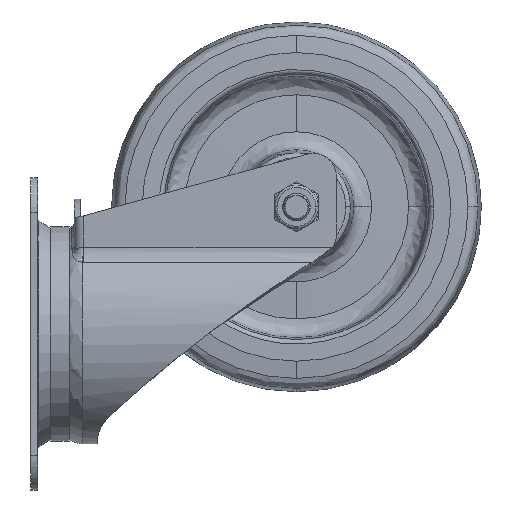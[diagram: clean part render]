
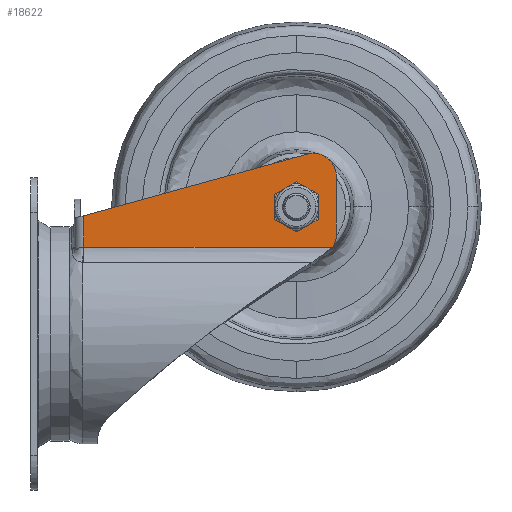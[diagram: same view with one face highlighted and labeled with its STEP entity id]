
A CAD part, left-side view. The second image highlights one B-rep face of the part: STEP entity #18622.
In plain terms, the highlighted planar face has unit normal (-1, 0, 0).
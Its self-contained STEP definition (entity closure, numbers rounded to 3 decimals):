
#459 = DIRECTION ( 'NONE',  ( -1., 0., 0. ) ) ;
#1555 = B_SPLINE_CURVE_WITH_KNOTS ( 'NONE', 3,
 ( #2846, #14727, #36318, #26801 ),
 .UNSPECIFIED., .F., .F.,
 ( 4, 4 ),
 ( 0., 1. ),
 .UNSPECIFIED. ) ;
#1906 = CARTESIAN_POINT ( 'NONE',  ( -33.5, -103.2, 63.5 ) ) ;
#1908 = EDGE_CURVE ( 'NONE', #8102, #21576, #4343, .T. ) ;
#2127 = DIRECTION ( 'NONE',  ( 1., 0., 0. ) ) ;
#2846 = CARTESIAN_POINT ( 'NONE',  ( -33.5, -11.1, 37.603 ) ) ;
#3046 = CARTESIAN_POINT ( 'NONE',  ( -33.5, -119.739, 72.202 ) ) ;
#3158 = CARTESIAN_POINT ( 'NONE',  ( -33.5, -11.1, 51.105 ) ) ;
#3318 = CARTESIAN_POINT ( 'NONE',  ( -33.5, -11.1, 37.603 ) ) ;
#3772 = CARTESIAN_POINT ( 'NONE',  ( -33.5, -120.5, 0. ) ) ;
#3858 = CARTESIAN_POINT ( 'NONE',  ( -33.5, -120.5, 42.538 ) ) ;
#3966 = VECTOR ( 'NONE', #31258, 1000. ) ;
#4169 = EDGE_CURVE ( 'NONE', #34990, #33402, #27559, .T. ) ;
#4343 = LINE ( 'NONE', #37818, #3966 ) ;
#5828 = VECTOR ( 'NONE', #6382, 1000. ) ;
#6382 = DIRECTION ( 'NONE',  ( 0., -1., 0. ) ) ;
#6544 = ORIENTED_EDGE ( 'NONE', *, *, #33241, .F. ) ;
#6595 = CARTESIAN_POINT ( 'NONE',  ( -33.5, -115.749, 76.791 ) ) ;
#7407 = CARTESIAN_POINT ( 'NONE',  ( -33.5, -118.789, 37.603 ) ) ;
#7627 = AXIS2_PLACEMENT_3D ( 'NONE', #18533, #24470, #30228 ) ;
#8102 = VERTEX_POINT ( 'NONE', #3158 ) ;
#8274 = FACE_OUTER_BOUND ( 'NONE', #36262, .T. ) ;
#8409 = CARTESIAN_POINT ( 'NONE',  ( -33.5, -111.899, 78.17 ) ) ;
#8544 = VERTEX_POINT ( 'NONE', #17321 ) ;
#8904 = CARTESIAN_POINT ( 'NONE',  ( -33.5, -120.5, 43.197 ) ) ;
#9118 = AXIS2_PLACEMENT_3D ( 'NONE', #22716, #2127, #32438 ) ;
#9183 = CARTESIAN_POINT ( 'NONE',  ( -33.5, -117.385, 75.546 ) ) ;
#10038 = ORIENTED_EDGE ( 'NONE', *, *, #16925, .F. ) ;
#10102 = DIRECTION ( 'NONE',  ( 0., 0., -1. ) ) ;
#10511 = ORIENTED_EDGE ( 'NONE', *, *, #25518, .F. ) ;
#11755 = VERTEX_POINT ( 'NONE', #39021 ) ;
#13141 = CARTESIAN_POINT ( 'NONE',  ( -33.5, -120.5, 43.197 ) ) ;
#13556 = ORIENTED_EDGE ( 'NONE', *, *, #4169, .T. ) ;
#14593 = CIRCLE ( 'NONE', #7627, 8.5 ) ;
#14727 = CARTESIAN_POINT ( 'NONE',  ( -33.5, -11.1, 42.104 ) ) ;
#14759 = EDGE_CURVE ( 'NONE', #8544, #19912, #18417, .T. ) ;
#15007 = ORIENTED_EDGE ( 'NONE', *, *, #27667, .F. ) ;
#15290 = CARTESIAN_POINT ( 'NONE',  ( -33.5, -11.1, 37.603 ) ) ;
#15432 = ORIENTED_EDGE ( 'NONE', *, *, #36203, .F. ) ;
#16114 = CARTESIAN_POINT ( 'NONE',  ( -33.5, -118.788, 37.603 ) ) ;
#16925 = EDGE_CURVE ( 'NONE', #21576, #8544, #18098, .T. ) ;
#17321 = CARTESIAN_POINT ( 'NONE',  ( -33.5, -120.5, 68.197 ) ) ;
#17725 = VECTOR ( 'NONE', #10102, 1000. ) ;
#18098 = B_SPLINE_CURVE_WITH_KNOTS ( 'NONE', 3,
 ( #23254, #23451, #35548, #8409, #32572, #6595, #9183, #18465, #3046, #29970, #29776, #27002 ),
 .UNSPECIFIED., .F., .F.,
 ( 4, 1, 1, 1, 1, 1, 1, 1, 1, 4 ),
 ( 0., 0.111, 0.222, 0.333, 0.444, 0.556, 0.667, 0.778, 0.889, 1. ),
 .UNSPECIFIED. ) ;
#18417 = LINE ( 'NONE', #3772, #17725 ) ;
#18465 = CARTESIAN_POINT ( 'NONE',  ( -33.5, -118.734, 73.995 ) ) ;
#18533 = CARTESIAN_POINT ( 'NONE',  ( -33.5, -103.2, 55. ) ) ;
#18622 = ADVANCED_FACE ( 'NONE', ( #31633, #8274 ), #31826, .F. ) ;
#19497 = ORIENTED_EDGE ( 'NONE', *, *, #1908, .F. ) ;
#19912 = VERTEX_POINT ( 'NONE', #8904 ) ;
#20266 = EDGE_LOOP ( 'NONE', ( #6544, #10511 ) ) ;
#21576 = VERTEX_POINT ( 'NONE', #35593 ) ;
#21593 = B_SPLINE_CURVE_WITH_KNOTS ( 'NONE', 3,
 ( #13141, #3858, #27991, #30960, #37133, #7407, #16114 ),
 .UNSPECIFIED., .F., .F.,
 ( 4, 1, 1, 1, 4 ),
 ( 0., 0.333, 0.667, 1., 1. ),
 .UNSPECIFIED. ) ;
#21601 = VERTEX_POINT ( 'NONE', #1906 ) ;
#22716 = CARTESIAN_POINT ( 'NONE',  ( -33.5, -7.1, 0. ) ) ;
#23254 = CARTESIAN_POINT ( 'NONE',  ( -33.5, -107.837, 77.836 ) ) ;
#23451 = CARTESIAN_POINT ( 'NONE',  ( -33.5, -108.494, 78.018 ) ) ;
#24470 = DIRECTION ( 'NONE',  ( -1., 0., 0. ) ) ;
#25518 = EDGE_CURVE ( 'NONE', #11755, #21601, #14593, .T. ) ;
#25901 = ORIENTED_EDGE ( 'NONE', *, *, #14759, .F. ) ;
#26801 = CARTESIAN_POINT ( 'NONE',  ( -33.5, -11.1, 51.105 ) ) ;
#27002 = CARTESIAN_POINT ( 'NONE',  ( -33.5, -120.5, 68.197 ) ) ;
#27559 = LINE ( 'NONE', #15290, #5828 ) ;
#27667 = EDGE_CURVE ( 'NONE', #34990, #8102, #1555, .T. ) ;
#27699 = CIRCLE ( 'NONE', #30245, 8.5 ) ;
#27973 = CARTESIAN_POINT ( 'NONE',  ( -33.5, -103.2, 55. ) ) ;
#27991 = CARTESIAN_POINT ( 'NONE',  ( -33.5, -120.369, 41.219 ) ) ;
#28557 = CARTESIAN_POINT ( 'NONE',  ( -33.5, -118.788, 37.603 ) ) ;
#29776 = CARTESIAN_POINT ( 'NONE',  ( -33.5, -120.5, 68.879 ) ) ;
#29970 = CARTESIAN_POINT ( 'NONE',  ( -33.5, -120.36, 70.242 ) ) ;
#30228 = DIRECTION ( 'NONE',  ( 0., 0., 1. ) ) ;
#30245 = AXIS2_PLACEMENT_3D ( 'NONE', #27973, #459, #34332 ) ;
#30960 = CARTESIAN_POINT ( 'NONE',  ( -33.5, -119.787, 39.317 ) ) ;
#31258 = DIRECTION ( 'NONE',  ( 0., -0.964, 0.266 ) ) ;
#31633 = FACE_BOUND ( 'NONE', #20266, .T. ) ;
#31826 = PLANE ( 'NONE',  #9118 ) ;
#32438 = DIRECTION ( 'NONE',  ( 0., 0., -1. ) ) ;
#32572 = CARTESIAN_POINT ( 'NONE',  ( -33.5, -113.895, 77.678 ) ) ;
#33241 = EDGE_CURVE ( 'NONE', #21601, #11755, #27699, .T. ) ;
#33402 = VERTEX_POINT ( 'NONE', #28557 ) ;
#34332 = DIRECTION ( 'NONE',  ( 0., 0., 1. ) ) ;
#34990 = VERTEX_POINT ( 'NONE', #3318 ) ;
#35548 = CARTESIAN_POINT ( 'NONE',  ( -33.5, -109.845, 78.246 ) ) ;
#35593 = CARTESIAN_POINT ( 'NONE',  ( -33.5, -107.837, 77.836 ) ) ;
#36203 = EDGE_CURVE ( 'NONE', #19912, #33402, #21593, .T. ) ;
#36262 = EDGE_LOOP ( 'NONE', ( #25901, #10038, #19497, #15007, #13556, #15432 ) ) ;
#36318 = CARTESIAN_POINT ( 'NONE',  ( -33.5, -11.1, 46.604 ) ) ;
#37133 = CARTESIAN_POINT ( 'NONE',  ( -33.5, -119.158, 38.15 ) ) ;
#37818 = CARTESIAN_POINT ( 'NONE',  ( -33.5, -11.1, 51.105 ) ) ;
#39021 = CARTESIAN_POINT ( 'NONE',  ( -33.5, -103.2, 46.5 ) ) ;
